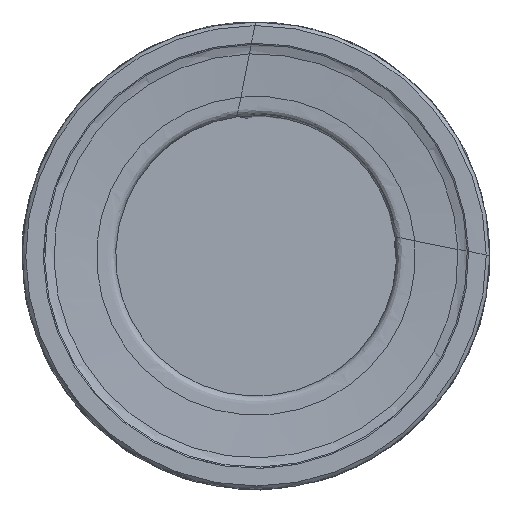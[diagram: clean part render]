
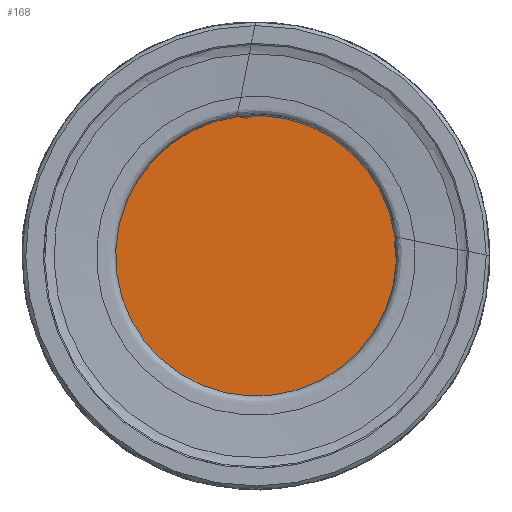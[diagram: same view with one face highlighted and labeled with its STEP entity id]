
A CAD part, left-side view. The second image highlights one B-rep face of the part: STEP entity #168.
In plain terms, the highlighted planar face has unit normal (-1, 0, 0).
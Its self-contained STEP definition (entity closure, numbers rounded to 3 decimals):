
#108=FACE_OUTER_BOUND('',#290,.T.);
#150=PLANE('',#705);
#168=ADVANCED_FACE('',(#108),#150,.F.);
#290=EDGE_LOOP('',(#364));
#364=ORIENTED_EDGE('',*,*,#557,.T.);
#506=VERTEX_POINT('',#948);
#557=EDGE_CURVE('',#506,#506,#636,.T.);
#636=CIRCLE('',#703,9.824);
#703=AXIS2_PLACEMENT_3D('',#947,#811,#812);
#705=AXIS2_PLACEMENT_3D('',#950,#815,#816);
#811=DIRECTION('',(-1.,0.,0.));
#812=DIRECTION('',(0.,0.,1.));
#815=DIRECTION('',(1.,0.,0.));
#816=DIRECTION('',(0.,0.,-1.));
#947=CARTESIAN_POINT('',(1.5,0.,0.));
#948=CARTESIAN_POINT('',(1.5,0.,9.824));
#950=CARTESIAN_POINT('',(1.5,0.,0.));
